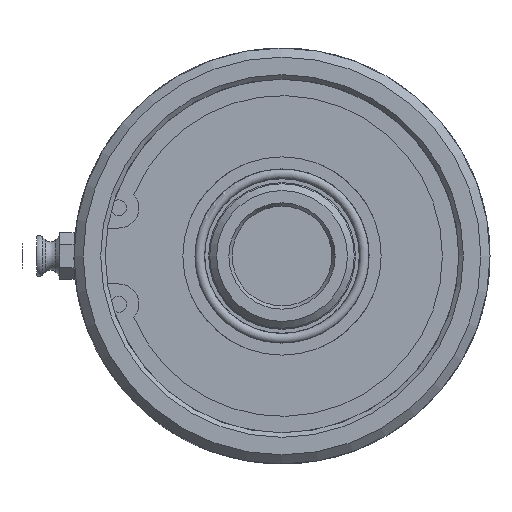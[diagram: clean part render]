
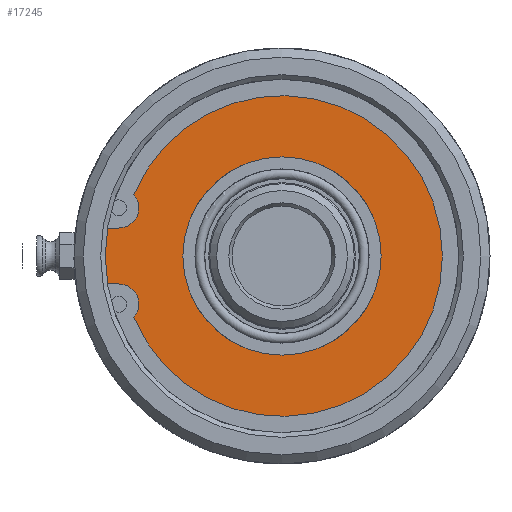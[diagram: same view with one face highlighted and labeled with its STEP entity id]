
A CAD part, left-side view. The second image highlights one B-rep face of the part: STEP entity #17245.
In plain terms, the highlighted planar face has unit normal (-1, 0, 0).
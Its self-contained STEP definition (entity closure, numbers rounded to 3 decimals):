
#192=FACE_BOUND('',#5516,.T.);
#509=PLANE('',#18207);
#945=CIRCLE('',#18208,33.45);
#946=CIRCLE('',#18209,3.556);
#947=CIRCLE('',#18210,28.142);
#948=CIRCLE('',#18211,3.556);
#949=CIRCLE('',#18212,17.4);
#2027=LINE('',#38524,#3095);
#2028=LINE('',#38528,#3096);
#3095=VECTOR('',#21000,10.);
#3096=VECTOR('',#21003,10.);
#4464=FACE_OUTER_BOUND('',#5515,.T.);
#5515=EDGE_LOOP('',(#15315,#15316,#15317,#15318,#15319,#15320));
#5516=EDGE_LOOP('',(#15321));
#8125=VERTEX_POINT('',#38522);
#8126=VERTEX_POINT('',#38523);
#8127=VERTEX_POINT('',#38525);
#8128=VERTEX_POINT('',#38527);
#8129=VERTEX_POINT('',#38529);
#8130=VERTEX_POINT('',#38531);
#8131=VERTEX_POINT('',#38534);
#10563=EDGE_CURVE('',#8125,#8126,#2027,.T.);
#10564=EDGE_CURVE('',#8125,#8127,#945,.T.);
#10565=EDGE_CURVE('',#8128,#8127,#2028,.T.);
#10566=EDGE_CURVE('',#8129,#8128,#946,.T.);
#10567=EDGE_CURVE('',#8130,#8129,#947,.T.);
#10568=EDGE_CURVE('',#8126,#8130,#948,.T.);
#10569=EDGE_CURVE('',#8131,#8131,#949,.T.);
#15315=ORIENTED_EDGE('',*,*,#10563,.F.);
#15316=ORIENTED_EDGE('',*,*,#10564,.T.);
#15317=ORIENTED_EDGE('',*,*,#10565,.F.);
#15318=ORIENTED_EDGE('',*,*,#10566,.F.);
#15319=ORIENTED_EDGE('',*,*,#10567,.F.);
#15320=ORIENTED_EDGE('',*,*,#10568,.F.);
#15321=ORIENTED_EDGE('',*,*,#10569,.T.);
#17245=ADVANCED_FACE('',(#4464,#192),#509,.F.);
#18207=AXIS2_PLACEMENT_3D('',#38521,#20998,#20999);
#18208=AXIS2_PLACEMENT_3D('',#38526,#21001,#21002);
#18209=AXIS2_PLACEMENT_3D('',#38530,#21004,#21005);
#18210=AXIS2_PLACEMENT_3D('',#38532,#21006,#21007);
#18211=AXIS2_PLACEMENT_3D('',#38533,#21008,#21009);
#18212=AXIS2_PLACEMENT_3D('',#38535,#21010,#21011);
#20998=DIRECTION('center_axis',(1.,0.,0.));
#20999=DIRECTION('ref_axis',(0.,0.,
-1.));
#21000=DIRECTION('',(0.,-1.,0.));
#21001=DIRECTION('center_axis',(-1.,0.,0.));
#21002=DIRECTION('ref_axis',(0.,1.,0.));
#21003=DIRECTION('',(0.,1.,0.));
#21004=DIRECTION('center_axis',(-1.,0.,0.));
#21005=DIRECTION('ref_axis',(0.,-0.754,-0.657));
#21006=DIRECTION('center_axis',(1.,0.,0.));
#21007=DIRECTION('ref_axis',(0.,-0.924,0.384));
#21008=DIRECTION('center_axis',(-1.,0.,0.));
#21009=DIRECTION('ref_axis',(0.,0.,
-1.));
#21010=DIRECTION('center_axis',(1.,0.,0.));
#21011=DIRECTION('ref_axis',(0.,-1.,0.));
#38521=CARTESIAN_POINT('Origin',(37.469,24.225,0.));
#38522=CARTESIAN_POINT('',(37.469,33.089,4.902));
#38523=CARTESIAN_POINT('',(37.469,28.672,4.902));
#38524=CARTESIAN_POINT('',(37.469,33.089,4.902));
#38525=CARTESIAN_POINT('',(37.469,33.089,-4.902));
#38526=CARTESIAN_POINT('Origin',(37.469,0.,
0.));
#38527=CARTESIAN_POINT('',(37.469,28.672,-4.902));
#38528=CARTESIAN_POINT('',(37.469,28.672,-4.902));
#38529=CARTESIAN_POINT('',(37.469,25.99,-10.793));
#38530=CARTESIAN_POINT('Origin',(37.469,28.672,-8.458));
#38531=CARTESIAN_POINT('',(37.469,25.99,10.793));
#38532=CARTESIAN_POINT('Origin',(37.469,0.,0.));
#38533=CARTESIAN_POINT('Origin',(37.469,28.672,8.458));
#38534=CARTESIAN_POINT('',(37.469,17.4,0.));
#38535=CARTESIAN_POINT('Origin',(37.469,0.,0.));
